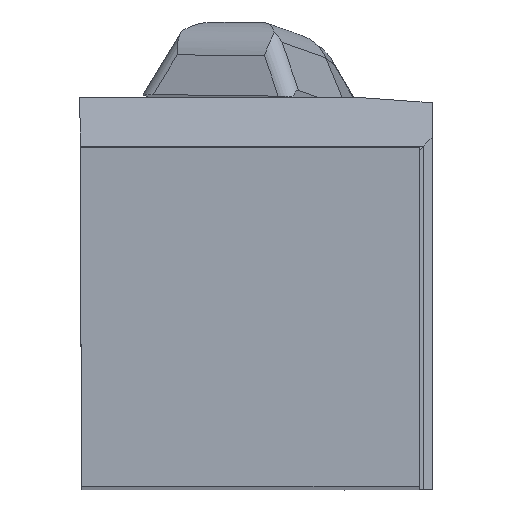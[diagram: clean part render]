
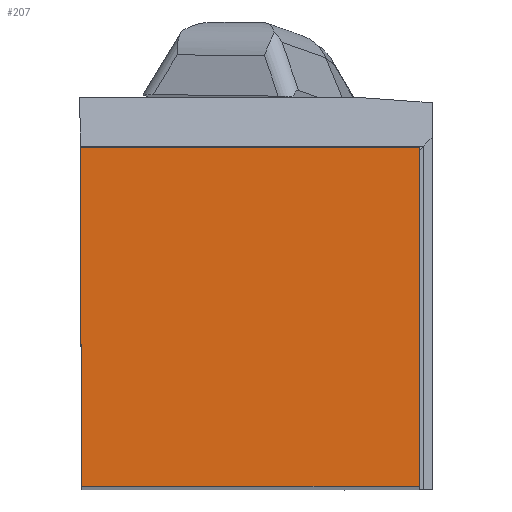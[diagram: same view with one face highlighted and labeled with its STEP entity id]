
A CAD part, top view. The second image highlights one B-rep face of the part: STEP entity #207.
In plain terms, the highlighted planar face has unit normal (0, 0, 1).
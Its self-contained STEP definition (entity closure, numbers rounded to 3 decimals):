
#142=FACE_OUTER_BOUND('',#608,.T.);
#207=ADVANCED_FACE('BLANK_BOXF006',(#142),#266,.F.);
#266=PLANE('',#1441);
#350=LINE('',#2069,#487);
#359=LINE('',#2088,#496);
#367=LINE('',#2102,#504);
#368=LINE('',#2104,#505);
#487=VECTOR('',#1642,1.);
#496=VECTOR('',#1653,1.);
#504=VECTOR('',#1665,1.);
#505=VECTOR('',#1666,1.);
#608=EDGE_LOOP('',(#779,#780,#781,#782));
#779=ORIENTED_EDGE('',*,*,#1214,.T.);
#780=ORIENTED_EDGE('',*,*,#1215,.T.);
#781=ORIENTED_EDGE('',*,*,#1197,.T.);
#782=ORIENTED_EDGE('',*,*,#1206,.T.);
#1063=VERTEX_POINT('',#2068);
#1064=VERTEX_POINT('',#2070);
#1072=VERTEX_POINT('',#2087);
#1077=VERTEX_POINT('',#2103);
#1197=EDGE_CURVE('',#1064,#1063,#350,.T.);
#1206=EDGE_CURVE('',#1063,#1072,#359,.T.);
#1214=EDGE_CURVE('',#1072,#1077,#367,.T.);
#1215=EDGE_CURVE('',#1077,#1064,#368,.T.);
#1441=AXIS2_PLACEMENT_3D('',#2105,#1667,#1668);
#1642=DIRECTION('',(0.004,-1.,0.));
#1653=DIRECTION('',(1.,0.,0.));
#1665=DIRECTION('',(0.,1.,0.));
#1666=DIRECTION('',(-1.,0.,0.));
#1667=DIRECTION('',(0.,0.,-1.));
#1668=DIRECTION('',(1.,0.,0.));
#2068=CARTESIAN_POINT('',(0.174,0.,0.));
#2069=CARTESIAN_POINT('',(-1.006,270.347,0.));
#2070=CARTESIAN_POINT('',(0.,39.85,0.));
#2087=CARTESIAN_POINT('',(39.85,0.,0.));
#2088=CARTESIAN_POINT('',(-270.35,0.,0.));
#2102=CARTESIAN_POINT('',(39.85,-270.35,0.));
#2103=CARTESIAN_POINT('',(39.85,39.85,0.));
#2104=CARTESIAN_POINT('',(270.35,39.85,0.));
#2105=CARTESIAN_POINT('',(54.35,-5.,0.));
